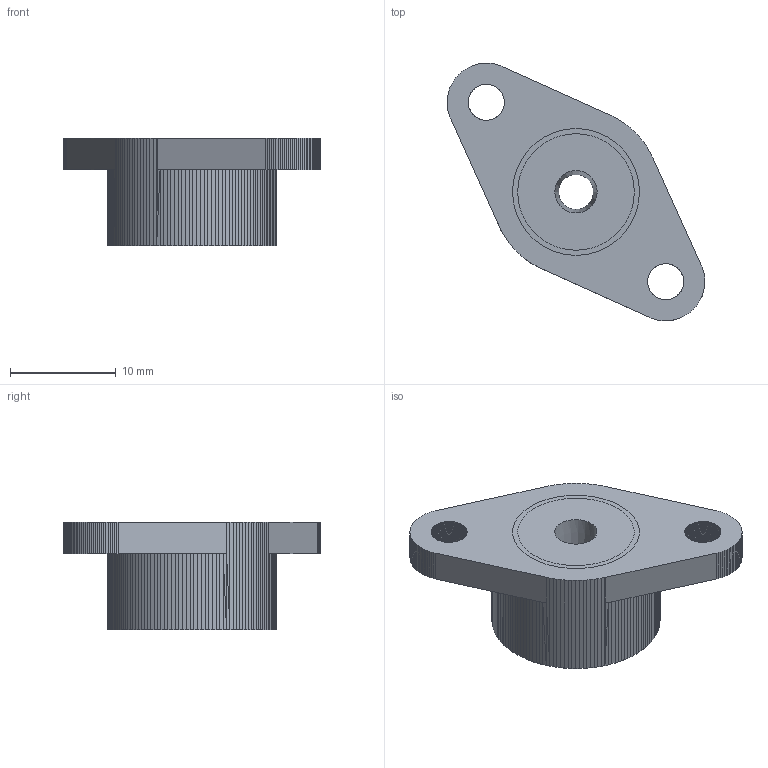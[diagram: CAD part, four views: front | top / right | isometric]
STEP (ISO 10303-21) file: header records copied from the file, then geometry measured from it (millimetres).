
FILE_DESCRIPTION(('FreeCAD Model'),'2;1');
FILE_NAME('Hotend-Clamp_Pushfit-free.step','2019-10-13T18:43:03',( 'Author'),(''),'Open CASCADE STEP processor 7.3','FreeCAD','Unknown' );
FILE_SCHEMA(('AUTOMOTIVE_DESIGN { 1 0 10303 214 1 1 1 1 }'));
Length unit declared in the file: millimetre
Products named in the file (1): Cone001
Bounding box: 24.37 x 24.37 x 10.21 mm (x, y, z)
Volume: 2290.8 mm3; surface area: 1387.2 mm2
Topology: 1 solids, 1 shells, 621 faces, 1925 edges, 1310 vertices
Faces by surface type: plane 619, cone 1, cylinder 1
Full cylindrical faces by diameter (mm): 3.3 x1
Entity records: 46249 total; most frequent: CARTESIAN_POINT 7836, DIRECTION 7016, LINE 5753, VECTOR 5753, ORIENTED_EDGE 3850, PCURVE 3850, DEFINITIONAL_REPRESENTATION 3850, EDGE_CURVE 1925
